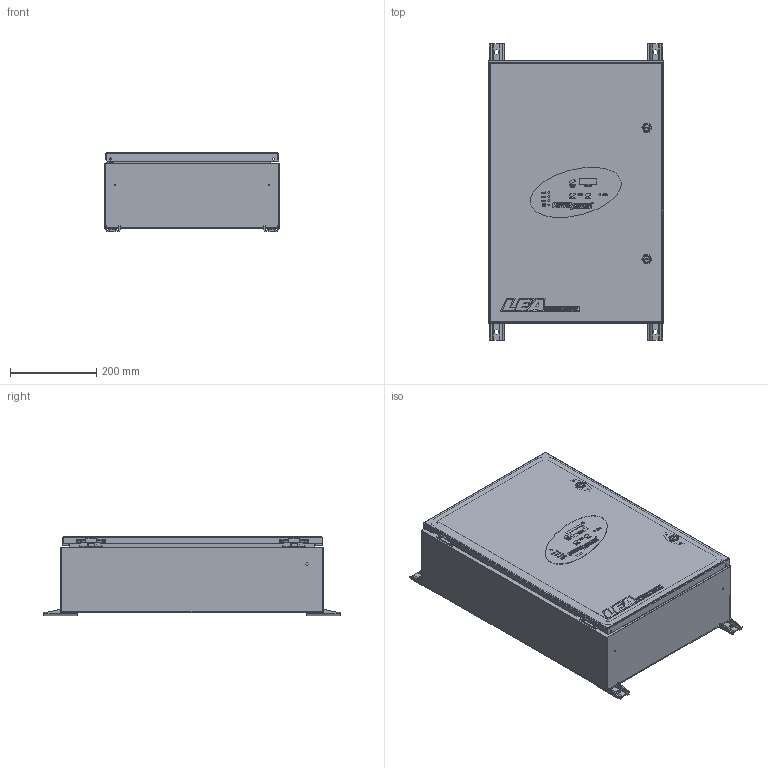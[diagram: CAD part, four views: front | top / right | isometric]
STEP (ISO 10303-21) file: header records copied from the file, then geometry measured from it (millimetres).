
FILE_DESCRIPTION (( 'STEP AP214' ), '1' );
FILE_NAME ('B93-00-2141-E.STEP', '2019-01-28T18:48:47', ( '' ), ( '' ), 'SwSTEP 2.0', 'SolidWorks 2018', '' );
FILE_SCHEMA (( 'AUTOMOTIVE_DESIGN' ));
Length unit declared in the file: inch
Products named in the file (63): 704-100-001_PV; 299-300-011-7^299-300-011-6_299-300-011; 299-300-011-2^299-300-011; 299-000-274; B93-00-2141-E; 299-300-011-3^299-300-011; 299-300-011-9^299-300-011-6_299-300-011; 435-100-086; 299-300-011-13^299-300-011; 299-300-011-11^299-300-011-6_299-300-011; 299-300-011-14^299-300-011; 299-300-011-6^299-300-011; PEM_BSO-632-16; 299-300-011-4^299-300-011; 270-000-478; 299-300-011-5^299-300-011; 299-300-011-1^299-300-011; 299-300-011-8^299-300-011-6_299-300-011; 299-300-011-12^299-300-011; 299-300-011; 299-300-011-10^299-300-011-6_299-300-011; 299-300-011_Door Closed; 299-300-011-3^299-300-011_FB
Assembly tree (51 placements, depth 4):
  299-300-011-2^299-300-011
  299-000-274
  B93-00-2141-E
    299-300-011
      299-300-011-13^299-300-011
      299-300-011-13^299-300-011
      299-300-011-12^299-300-011
      299-300-011-6^299-300-011
        299-300-011-8^299-300-011-6_299-300-011
        299-300-011-11^299-300-011-6_299-300-011
      299-300-011-13^299-300-011
      299-300-011-12^299-300-011
      299-300-011-13^299-300-011
      299-300-011-1^299-300-011
      299-300-011-6^299-300-011
        299-300-011-8^299-300-011-6_299-300-011
        299-300-011-11^299-300-011-6_299-300-011
      299-300-011-3^299-300-011
  299-300-011-7^299-300-011-6_299-300-011
  B93-00-2141-E
    299-300-011_Door Closed
      299-300-011-1^299-300-011
      299-300-011-2^299-300-011  x2
      299-300-011-3^299-300-011_FB
      299-300-011-4^299-300-011  x2
      299-300-011-5^299-300-011  x2
      299-300-011-6^299-300-011  x2
        299-300-011-7^299-300-011-6_299-300-011
        299-300-011-8^299-300-011-6_299-300-011
        299-300-011-9^299-300-011-6_299-300-011
        299-300-011-10^299-300-011-6_299-300-011
        299-300-011-11^299-300-011-6_299-300-011
      299-300-011-12^299-300-011  x2
      299-300-011-13^299-300-011  x4
      299-300-011-14^299-300-011  x4
      435-100-086
      PEM_BSO-632-16  x3
    704-100-001_PV
    270-000-478
    299-000-274  x4
Bounding box: 406.4 x 687.37 x 184.45 mm (x, y, z)
Volume: 2043804.2 mm3; surface area: 2389601.1 mm2
Topology: 168 solids, 168 shells, 5526 faces, 14475 edges, 9346 vertices
Faces by surface type: plane 3682, cylinder 1031, bspline 337, cone 324, torus 132, sphere 20
Entity records: 213758 total; most frequent: CARTESIAN_POINT 52588, ORIENTED_EDGE 23448, DIRECTION 21200, EDGE_CURVE 11724, LINE 9532, VECTOR 9532, VERTEX_POINT 7665, AXIS2_PLACEMENT_3D 5834
